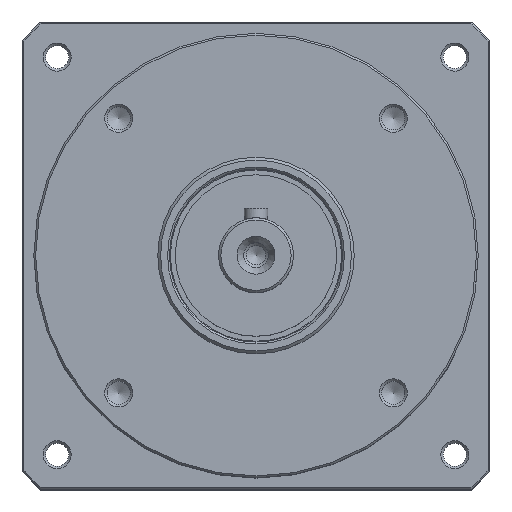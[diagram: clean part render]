
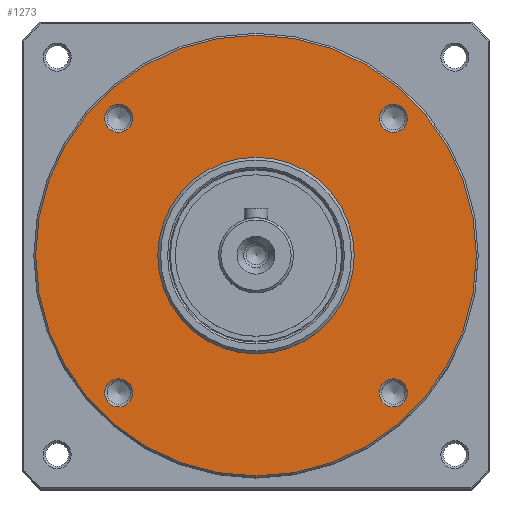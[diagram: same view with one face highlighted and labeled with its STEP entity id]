
A CAD part, top view. The second image highlights one B-rep face of the part: STEP entity #1273.
In plain terms, the highlighted face is planar.
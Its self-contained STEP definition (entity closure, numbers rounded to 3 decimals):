
#42=PLANE('',#1428);
#213=CIRCLE('',#1427,47.1);
#214=CIRCLE('',#1429,21.);
#215=CIRCLE('',#1430,3.);
#216=CIRCLE('',#1431,3.);
#217=CIRCLE('',#1432,3.);
#218=CIRCLE('',#1433,3.);
#352=ORIENTED_EDGE('',*,*,#638,.F.);
#353=ORIENTED_EDGE('',*,*,#639,.F.);
#354=ORIENTED_EDGE('',*,*,#640,.F.);
#355=ORIENTED_EDGE('',*,*,#641,.F.);
#356=ORIENTED_EDGE('',*,*,#642,.F.);
#357=ORIENTED_EDGE('',*,*,#637,.T.);
#637=EDGE_CURVE('',#773,#773,#213,.T.);
#638=EDGE_CURVE('',#774,#774,#214,.T.);
#639=EDGE_CURVE('',#775,#775,#215,.T.);
#640=EDGE_CURVE('',#776,#776,#216,.T.);
#641=EDGE_CURVE('',#777,#777,#217,.T.);
#642=EDGE_CURVE('',#778,#778,#218,.T.);
#773=VERTEX_POINT('',#2166);
#774=VERTEX_POINT('',#2169);
#775=VERTEX_POINT('',#2171);
#776=VERTEX_POINT('',#2173);
#777=VERTEX_POINT('',#2175);
#778=VERTEX_POINT('',#2177);
#903=EDGE_LOOP('',(#352));
#904=EDGE_LOOP('',(#353));
#905=EDGE_LOOP('',(#354));
#906=EDGE_LOOP('',(#355));
#907=EDGE_LOOP('',(#356));
#908=EDGE_LOOP('',(#357));
#1075=FACE_BOUND('',#903,.T.);
#1076=FACE_BOUND('',#904,.T.);
#1077=FACE_BOUND('',#905,.T.);
#1078=FACE_BOUND('',#906,.T.);
#1079=FACE_BOUND('',#907,.T.);
#1080=FACE_BOUND('',#908,.T.);
#1273=ADVANCED_FACE('',(#1075,#1076,#1077,#1078,#1079,#1080),#42,.F.);
#1427=AXIS2_PLACEMENT_3D('',#2165,#1678,#1679);
#1428=AXIS2_PLACEMENT_3D('',#2167,#1680,#1681);
#1429=AXIS2_PLACEMENT_3D('',#2168,#1682,#1683);
#1430=AXIS2_PLACEMENT_3D('',#2170,#1684,#1685);
#1431=AXIS2_PLACEMENT_3D('',#2172,#1686,#1687);
#1432=AXIS2_PLACEMENT_3D('',#2174,#1688,#1689);
#1433=AXIS2_PLACEMENT_3D('',#2176,#1690,#1691);
#1678=DIRECTION('',(1.,0.,0.));
#1679=DIRECTION('',(0.,0.,-1.));
#1680=DIRECTION('',(-1.,0.,0.));
#1681=DIRECTION('',(0.,0.,1.));
#1682=DIRECTION('',(1.,0.,0.));
#1683=DIRECTION('',(0.,0.,-1.));
#1684=DIRECTION('',(1.,0.,0.));
#1685=DIRECTION('',(0.,0.,-1.));
#1686=DIRECTION('',(1.,0.,0.));
#1687=DIRECTION('',(0.,0.,-1.));
#1688=DIRECTION('',(1.,0.,0.));
#1689=DIRECTION('',(0.,0.,-1.));
#1690=DIRECTION('',(1.,0.,0.));
#1691=DIRECTION('',(0.,0.,-1.));
#2165=CARTESIAN_POINT('',(60.8,0.,0.));
#2166=CARTESIAN_POINT('',(60.8,0.,-47.1));
#2167=CARTESIAN_POINT('',(60.8,47.1,0.));
#2168=CARTESIAN_POINT('',(60.8,0.,0.));
#2169=CARTESIAN_POINT('',(60.8,0.,-21.));
#2170=CARTESIAN_POINT('',(60.8,-29.345,29.345));
#2171=CARTESIAN_POINT('',(60.8,-29.345,26.345));
#2172=CARTESIAN_POINT('',(60.8,29.345,-29.345));
#2173=CARTESIAN_POINT('',(60.8,29.345,-32.345));
#2174=CARTESIAN_POINT('',(60.8,-29.345,-29.345));
#2175=CARTESIAN_POINT('',(60.8,-29.345,-32.345));
#2176=CARTESIAN_POINT('',(60.8,29.345,29.345));
#2177=CARTESIAN_POINT('',(60.8,29.345,26.345));
